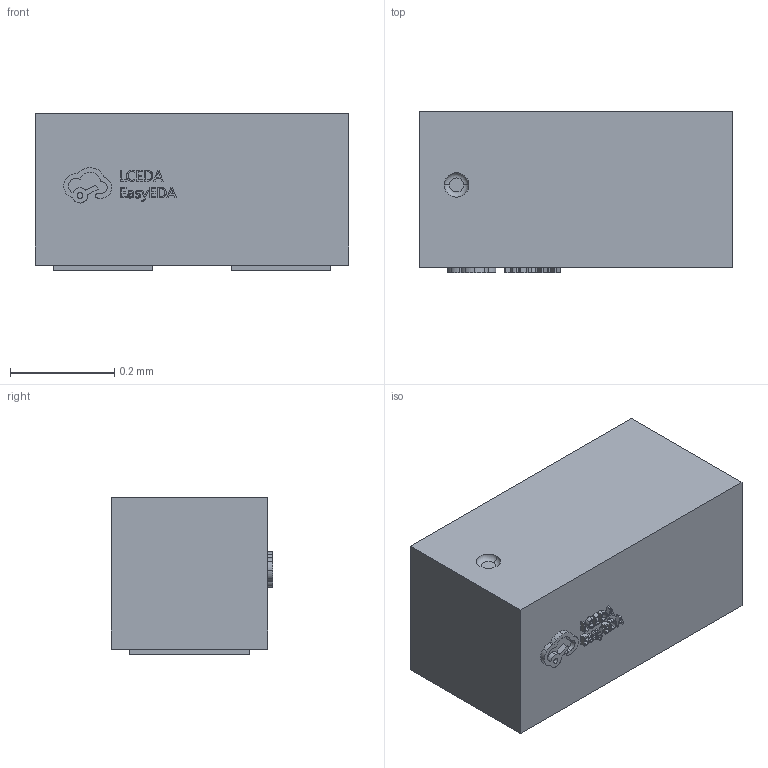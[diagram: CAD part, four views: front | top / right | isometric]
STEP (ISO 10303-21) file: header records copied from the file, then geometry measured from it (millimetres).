
FILE_DESCRIPTION (( 'STEP AP214' ), '1' );
FILE_NAME ('DFN0603-2L-BI-L0.6-W0.3-H0.3.step', '2022-06-30T13:37:12', ( '' ), ( '' ), 'SwSTEP 2.0', 'SolidWorks 2020', '' );
FILE_SCHEMA (( 'AUTOMOTIVE_DESIGN' ));
Length unit declared in the file: millimetre
Products named in the file (1): DFN0603-2L-BI-L0.6-W0.3-H0.3
Bounding box: 0.6 x 0.31 x 0.3 mm (x, y, z)
Volume: 0.1 mm3; surface area: 0.9 mm2
Topology: 1 solids, 1 shells, 303 faces, 816 edges, 544 vertices
Faces by surface type: plane 189, bspline 112, torus 2
Entity records: 13975 total; most frequent: CARTESIAN_POINT 3768, ORIENTED_EDGE 1632, DIRECTION 978, EDGE_CURVE 816, LINE 582, VECTOR 582, VERTEX_POINT 544, EDGE_LOOP 332
